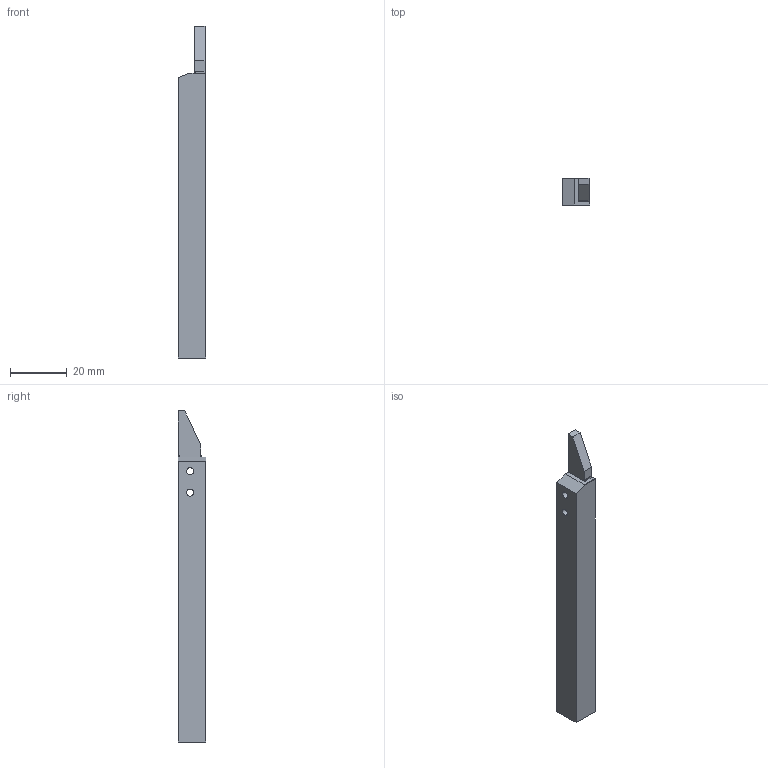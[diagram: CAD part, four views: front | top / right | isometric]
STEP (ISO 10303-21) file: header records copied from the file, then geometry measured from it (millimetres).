
FILE_DESCRIPTION (( 'STEP AP203' ), '1' );
FILE_NAME ('CUT-93-06.step', '2016-05-24T11:52:41', ( 'e00158' ), ( 'Microsoft' ), 'SwSTEP 2.0', 'SolidWorks 2015', '' );
FILE_SCHEMA (( 'CONFIG_CONTROL_DESIGN' ));
Length unit declared in the file: millimetre
Products named in the file (5): CUT-Vorlage 3000 R+L Lang Kunde_R-Lang; CUT-93-06; CUT-93-Kunde_06; CUT-93-Kunde; CUT-Vorlage 3000 R+L Lang Kunde
Assembly tree (2 placements, depth 2):
  CUT-93-06
    CUT-93-Kunde_06
    CUT-Vorlage 3000 R+L Lang Kunde_R-Lang
  CUT-93-Kunde
  CUT-Vorlage 3000 R+L Lang Kunde
Bounding box: 9.53 x 9.53 x 116.5 mm (x, y, z)
Volume: 9038.9 mm3; surface area: 5203.1 mm2
Topology: 2 solids, 2 shells, 55 faces, 153 edges, 102 vertices
Faces by surface type: plane 36, cylinder 19
Entity records: 2242 total; most frequent: CARTESIAN_POINT 322, DIRECTION 311, ORIENTED_EDGE 306, EDGE_CURVE 153, VECTOR 113, LINE 113, VERTEX_POINT 102, AXIS2_PLACEMENT_3D 99
